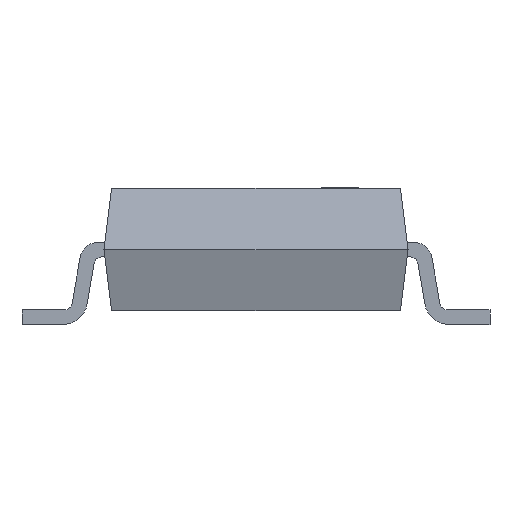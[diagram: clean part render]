
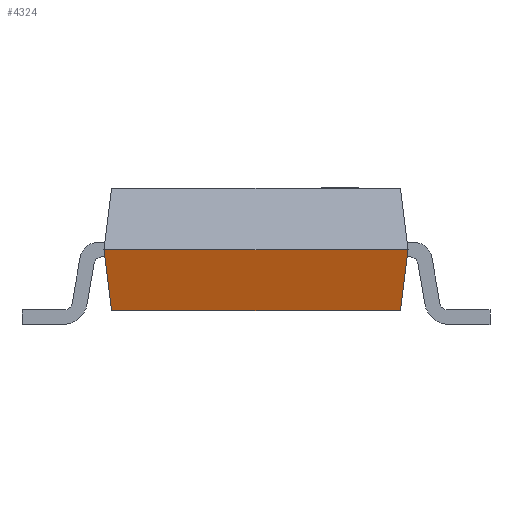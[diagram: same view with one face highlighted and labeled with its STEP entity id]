
A CAD part, front view. The second image highlights one B-rep face of the part: STEP entity #4324.
In plain terms, the highlighted free-form (B-spline) face has degree [1, 1] with [2, 2] control points.
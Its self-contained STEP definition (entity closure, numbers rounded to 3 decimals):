
#980 = VERTEX_POINT('',#981);
#981 = CARTESIAN_POINT('',(-1.95,-4.95,0.963));
#986 = EDGE_CURVE('',#987,#980,#989,.T.);
#987 = VERTEX_POINT('',#988);
#988 = CARTESIAN_POINT('',(1.95,-4.95,0.963));
#989 = LINE('',#990,#991);
#990 = CARTESIAN_POINT('',(1.95,-4.95,0.963));
#991 = VECTOR('',#992,1.);
#992 = DIRECTION('',(-1.,0.,0.));
#4324 = ADVANCED_FACE('',(#4325),#4348,.T.);
#4325 = FACE_BOUND('',#4326,.T.);
#4326 = EDGE_LOOP('',(#4327,#4328,#4335,#4343));
#4327 = ORIENTED_EDGE('',*,*,#986,.T.);
#4328 = ORIENTED_EDGE('',*,*,#4329,.T.);
#4329 = EDGE_CURVE('',#980,#4330,#4332,.T.);
#4330 = VERTEX_POINT('',#4331);
#4331 = CARTESIAN_POINT('',(-1.853,-4.703,0.175));
#4332 = B_SPLINE_CURVE_WITH_KNOTS('',1,(#4333,#4334),.UNSPECIFIED.,.F.,
  .F.,(2,2),(0.,1.),.PIECEWISE_BEZIER_KNOTS.);
#4333 = CARTESIAN_POINT('',(-1.95,-4.95,0.963));
#4334 = CARTESIAN_POINT('',(-1.853,-4.703,0.175));
#4335 = ORIENTED_EDGE('',*,*,#4336,.F.);
#4336 = EDGE_CURVE('',#4337,#4330,#4339,.T.);
#4337 = VERTEX_POINT('',#4338);
#4338 = CARTESIAN_POINT('',(1.853,-4.703,0.175));
#4339 = LINE('',#4340,#4341);
#4340 = CARTESIAN_POINT('',(1.853,-4.703,0.175));
#4341 = VECTOR('',#4342,1.);
#4342 = DIRECTION('',(-1.,0.,0.));
#4343 = ORIENTED_EDGE('',*,*,#4344,.F.);
#4344 = EDGE_CURVE('',#987,#4337,#4345,.T.);
#4345 = B_SPLINE_CURVE_WITH_KNOTS('',1,(#4346,#4347),.UNSPECIFIED.,.F.,
  .F.,(2,2),(0.,1.),.PIECEWISE_BEZIER_KNOTS.);
#4346 = CARTESIAN_POINT('',(1.95,-4.95,0.963));
#4347 = CARTESIAN_POINT('',(1.853,-4.703,0.175));
#4348 = B_SPLINE_SURFACE_WITH_KNOTS('',1,1,(
    (#4349,#4350)
    ,(#4351,#4352
    )),.UNSPECIFIED.,.F.,.F.,.F.,(2,2),(2,2),(0.,3.9),(0.,1.),
  .PIECEWISE_BEZIER_KNOTS.);
#4349 = CARTESIAN_POINT('',(1.95,-4.95,0.963));
#4350 = CARTESIAN_POINT('',(1.853,-4.703,0.175));
#4351 = CARTESIAN_POINT('',(-1.95,-4.95,0.963));
#4352 = CARTESIAN_POINT('',(-1.853,-4.703,0.175));
